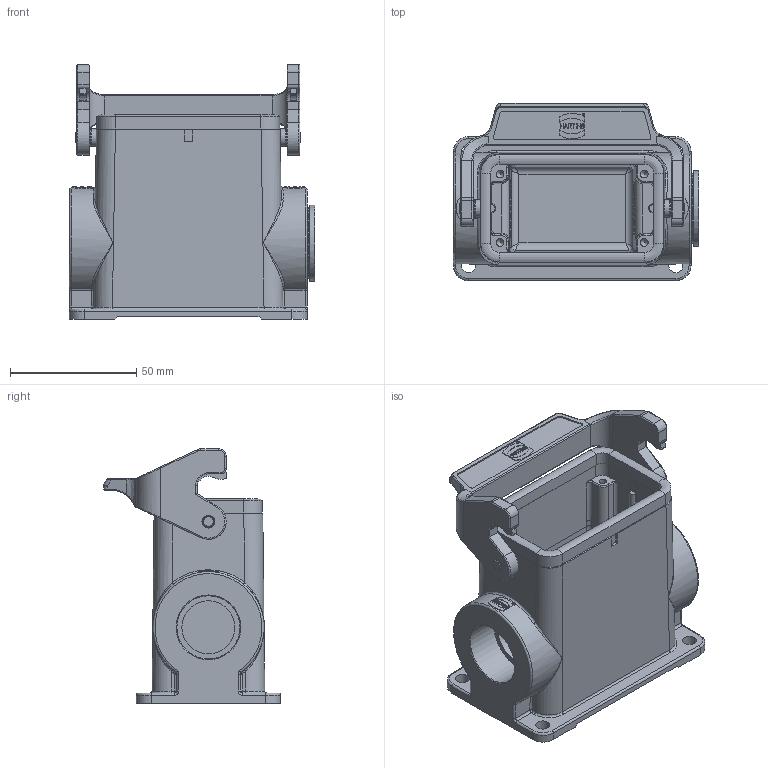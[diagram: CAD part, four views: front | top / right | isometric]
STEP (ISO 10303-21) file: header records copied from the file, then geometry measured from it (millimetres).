
FILE_DESCRIPTION((''),'2;1');
FILE_NAME('05300100279.stp','2020-07-07T13:45:34',('e.eickhoff'),(''),'Autodesk Inventor 2012','Autodesk Inventor 2012','');
FILE_SCHEMA(('AUTOMOTIVE_DESIGN { 1 0 10303 214 1 1 1 1 }'));
Length unit declared in the file: millimetre
Products named in the file (3): 05300100279; KBRM25
Assembly tree (2 placements, depth 2):
  05300100279
    05300100279
    KBRM25
Bounding box: 97 x 70 x 100.6 mm (x, y, z)
Volume: 151464.2 mm3; surface area: 58392.1 mm2
Topology: 3 solids, 3 shells, 845 faces, 2729 edges, 2525 vertices
Faces by surface type: plane 456, cylinder 236, bspline 70, torus 41, cone 34, sphere 8
Full cylindrical faces by diameter (mm): 0.95 x1, 1.05 x1, 3 x4, 4 x2, 4.8 x2, 5.1 x2, 5.6 x4, 7 x2, 21 x2, 25 x2, 25.5 x1, 28 x1, 30 x1
Entity records: 34777 total; most frequent: CARTESIAN_POINT 10536, DIRECTION 4660, ORIENTED_EDGE 4136, EDGE_CURVE 2068, AXIS2_PLACEMENT_3D 1654, VECTOR 1352, LINE 1352, VERTEX_POINT 1341
